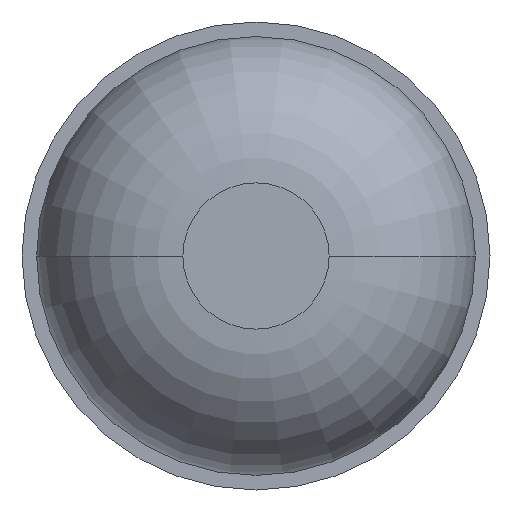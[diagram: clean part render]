
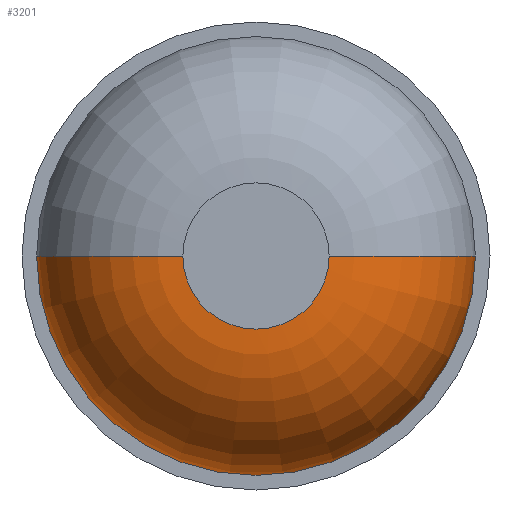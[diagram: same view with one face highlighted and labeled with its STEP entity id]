
A CAD part, front view. The second image highlights one B-rep face of the part: STEP entity #3201.
In plain terms, the highlighted toroidal (fillet/blend) face has major radius 0.125 mm and minor radius 0.25 mm.
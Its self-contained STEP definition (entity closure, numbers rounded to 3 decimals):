
#18 = AXIS2_PLACEMENT_3D ( 'NONE', #2712, #2955, #3244 ) ;
#250 = CIRCLE ( 'NONE', #1093, 0.25 ) ;
#264 = ORIENTED_EDGE ( 'NONE', *, *, #1273, .F. ) ;
#400 = EDGE_CURVE ( 'NONE', #2157, #2102, #250, .T. ) ;
#480 = VERTEX_POINT ( 'NONE', #2359 ) ;
#617 = FACE_OUTER_BOUND ( 'NONE', #1635, .T. ) ;
#640 = DIRECTION ( 'NONE',  ( 1., 0., 0. ) ) ;
#698 = CIRCLE ( 'NONE', #1367, 0.25 ) ;
#757 = DIRECTION ( 'NONE',  ( 1., 0., 0. ) ) ;
#776 = DIRECTION ( 'NONE',  ( 1., 0., 0. ) ) ;
#777 = ORIENTED_EDGE ( 'NONE', *, *, #2766, .F. ) ;
#899 = CARTESIAN_POINT ( 'NONE',  ( 0., -19.45, 0. ) ) ;
#911 = DIRECTION ( 'NONE',  ( 0., 1., 0. ) ) ;
#1026 = ORIENTED_EDGE ( 'NONE', *, *, #400, .F. ) ;
#1046 = CARTESIAN_POINT ( 'NONE',  ( -0.125, -19.7, 0. ) ) ;
#1061 = CARTESIAN_POINT ( 'NONE',  ( 0.125, -19.7, 0. ) ) ;
#1093 = AXIS2_PLACEMENT_3D ( 'NONE', #2311, #3322, #757 ) ;
#1273 = EDGE_CURVE ( 'Defeature ausgef�hrt1_0+Defeature ausgef�hrt1_2+Defeature ausgef�hrt1_2+Defeature ausgef�hrt1_2', #2102, #480, #2120, .T. ) ;
#1348 = TOROIDAL_SURFACE ( 'NONE', #1721, 0.125, 0.25 ) ;
#1367 = AXIS2_PLACEMENT_3D ( 'NONE', #2781, #1456, #1722 ) ;
#1428 = ORIENTED_EDGE ( 'NONE', *, *, #2592, .T. ) ;
#1456 = DIRECTION ( 'NONE',  ( 0., 0., -1. ) ) ;
#1497 = VERTEX_POINT ( 'NONE', #1046 ) ;
#1635 = EDGE_LOOP ( 'NONE', ( #777, #1428, #264, #1026 ) ) ;
#1721 = AXIS2_PLACEMENT_3D ( 'NONE', #899, #911, #640 ) ;
#1722 = DIRECTION ( 'NONE',  ( -1., 0., 0. ) ) ;
#1825 = CARTESIAN_POINT ( 'NONE',  ( 0., -19.7, 0. ) ) ;
#1886 = AXIS2_PLACEMENT_3D ( 'NONE', #1825, #2337, #776 ) ;
#2010 = CARTESIAN_POINT ( 'NONE',  ( 0.375, -19.45, 0. ) ) ;
#2102 = VERTEX_POINT ( 'NONE', #2010 ) ;
#2120 = CIRCLE ( 'NONE', #18, 0.375 ) ;
#2157 = VERTEX_POINT ( 'NONE', #1061 ) ;
#2311 = CARTESIAN_POINT ( 'NONE',  ( 0.125, -19.45, 0. ) ) ;
#2324 = CIRCLE ( 'NONE', #1886, 0.125 ) ;
#2337 = DIRECTION ( 'NONE',  ( 0., -1., 0. ) ) ;
#2359 = CARTESIAN_POINT ( 'NONE',  ( -0.375, -19.45, 0. ) ) ;
#2592 = EDGE_CURVE ( 'NONE', #1497, #480, #698, .T. ) ;
#2712 = CARTESIAN_POINT ( 'NONE',  ( 0., -19.45, 0. ) ) ;
#2766 = EDGE_CURVE ( 'Defeature ausgef�hrt1_1+Defeature ausgef�hrt1_2+Defeature ausgef�hrt1_2+Defeature ausgef�hrt1_2', #1497, #2157, #2324, .T. ) ;
#2781 = CARTESIAN_POINT ( 'NONE',  ( -0.125, -19.45, 0. ) ) ;
#2955 = DIRECTION ( 'NONE',  ( 0., 1., 0. ) ) ;
#3201 = ADVANCED_FACE ( 'Defeature ausgef�hrt1_2', ( #617 ), #1348, .T. ) ;
#3244 = DIRECTION ( 'NONE',  ( 1., 0., 0. ) ) ;
#3322 = DIRECTION ( 'NONE',  ( 0., 0., 1. ) ) ;
